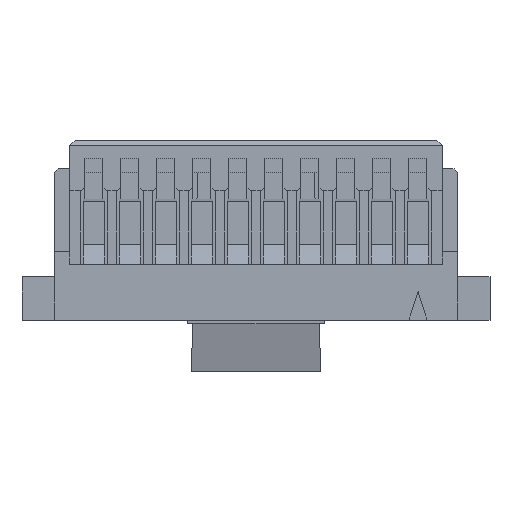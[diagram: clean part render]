
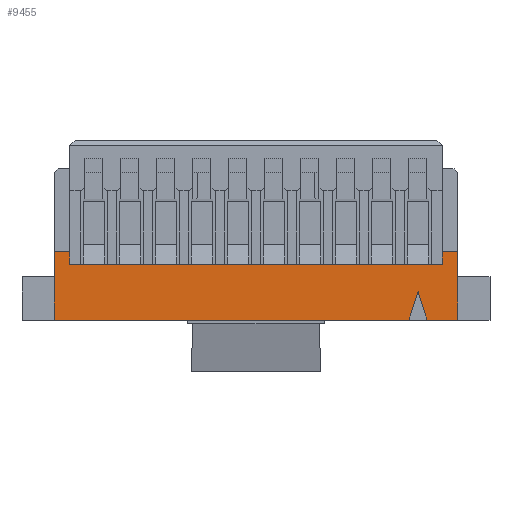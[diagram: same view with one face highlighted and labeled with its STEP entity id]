
A CAD part, top view. The second image highlights one B-rep face of the part: STEP entity #9455.
In plain terms, the highlighted planar face has unit normal (0, 0, 1).
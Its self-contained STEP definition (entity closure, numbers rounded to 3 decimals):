
#378=ORIENTED_EDGE('',*,*,#3041,.F.);
#379=ORIENTED_EDGE('',*,*,#3042,.F.);
#380=ORIENTED_EDGE('',*,*,#3043,.T.);
#381=ORIENTED_EDGE('',*,*,#3044,.F.);
#382=ORIENTED_EDGE('',*,*,#3045,.F.);
#383=ORIENTED_EDGE('',*,*,#3046,.T.);
#384=ORIENTED_EDGE('',*,*,#3047,.T.);
#385=ORIENTED_EDGE('',*,*,#3048,.F.);
#386=ORIENTED_EDGE('',*,*,#3049,.F.);
#387=ORIENTED_EDGE('',*,*,#3050,.T.);
#388=ORIENTED_EDGE('',*,*,#3051,.T.);
#3041=EDGE_CURVE('',#4396,#4397,#5353,.T.);
#3042=EDGE_CURVE('',#4398,#4396,#5354,.T.);
#3043=EDGE_CURVE('',#4398,#4399,#5355,.T.);
#3044=EDGE_CURVE('',#4400,#4399,#5356,.T.);
#3045=EDGE_CURVE('',#4401,#4400,#5357,.T.);
#3046=EDGE_CURVE('',#4401,#4402,#5358,.T.);
#3047=EDGE_CURVE('',#4402,#4403,#5359,.T.);
#3048=EDGE_CURVE('',#4404,#4403,#5360,.T.);
#3049=EDGE_CURVE('',#4405,#4404,#5361,.T.);
#3050=EDGE_CURVE('',#4405,#4406,#5362,.T.);
#3051=EDGE_CURVE('',#4406,#4397,#5363,.T.);
#4396=VERTEX_POINT('',#13098);
#4397=VERTEX_POINT('',#13099);
#4398=VERTEX_POINT('',#13101);
#4399=VERTEX_POINT('',#13103);
#4400=VERTEX_POINT('',#13105);
#4401=VERTEX_POINT('',#13107);
#4402=VERTEX_POINT('',#13109);
#4403=VERTEX_POINT('',#13111);
#4404=VERTEX_POINT('',#13113);
#4405=VERTEX_POINT('',#13115);
#4406=VERTEX_POINT('',#13117);
#5353=LINE('',#13097,#6725);
#5354=LINE('',#13100,#6726);
#5355=LINE('',#13102,#6727);
#5356=LINE('',#13104,#6728);
#5357=LINE('',#13106,#6729);
#5358=LINE('',#13108,#6730);
#5359=LINE('',#13110,#6731);
#5360=LINE('',#13112,#6732);
#5361=LINE('',#13114,#6733);
#5362=LINE('',#13116,#6734);
#5363=LINE('',#13118,#6735);
#6725=VECTOR('',#10682,1000.);
#6726=VECTOR('',#10683,1000.);
#6727=VECTOR('',#10684,1000.);
#6728=VECTOR('',#10685,1000.);
#6729=VECTOR('',#10686,1000.);
#6730=VECTOR('',#10687,1000.);
#6731=VECTOR('',#10688,1000.);
#6732=VECTOR('',#10689,1000.);
#6733=VECTOR('',#10690,1000.);
#6734=VECTOR('',#10691,1000.);
#6735=VECTOR('',#10692,1000.);
#8017=EDGE_LOOP('',(#378,#379,#380,#381,#382,#383,#384,#385,#386,#387,#388));
#8509=FACE_BOUND('',#8017,.T.);
#8994=PLANE('',#9967);
#9455=ADVANCED_FACE('',(#8509),#8994,.F.);
#9967=AXIS2_PLACEMENT_3D('',#13096,#10680,#10681);
#10680=DIRECTION('',(0.,0.,-1.));
#10681=DIRECTION('',(-1.,0.,0.));
#10682=DIRECTION('',(-0.298,-0.954,0.));
#10683=DIRECTION('',(-0.298,0.954,0.));
#10684=DIRECTION('',(1.,0.,0.));
#10685=DIRECTION('',(0.,-1.,0.));
#10686=DIRECTION('',(1.,0.,0.));
#10687=DIRECTION('',(0.,-1.,0.));
#10688=DIRECTION('',(-1.,0.,0.));
#10689=DIRECTION('',(0.,-1.,0.));
#10690=DIRECTION('',(1.,0.,0.));
#10691=DIRECTION('',(0.,-1.,0.));
#10692=DIRECTION('',(1.,0.,0.));
#13096=CARTESIAN_POINT('',(-6.5,5.,1.4));
#13097=CARTESIAN_POINT('',(4.717,1.495,1.4));
#13098=CARTESIAN_POINT('',(4.5,0.8,1.4));
#13099=CARTESIAN_POINT('',(4.25,0.,1.4));
#13100=CARTESIAN_POINT('',(2.326,7.758,1.4));
#13101=CARTESIAN_POINT('',(4.75,0.,1.4));
#13102=CARTESIAN_POINT('',(-6.5,0.,1.4));
#13103=CARTESIAN_POINT('',(5.6,0.,1.4));
#13104=CARTESIAN_POINT('',(5.6,5.,1.4));
#13105=CARTESIAN_POINT('',(5.6,1.9,1.4));
#13106=CARTESIAN_POINT('',(-6.5,1.9,1.4));
#13107=CARTESIAN_POINT('',(5.175,1.9,1.4));
#13108=CARTESIAN_POINT('',(5.175,5.,1.4));
#13109=CARTESIAN_POINT('',(5.175,1.55,1.4));
#13110=CARTESIAN_POINT('',(5.175,1.55,1.4));
#13111=CARTESIAN_POINT('',(-5.175,1.55,1.4));
#13112=CARTESIAN_POINT('',(-5.175,5.,1.4));
#13113=CARTESIAN_POINT('',(-5.175,1.9,1.4));
#13114=CARTESIAN_POINT('',(-6.5,1.9,1.4));
#13115=CARTESIAN_POINT('',(-5.6,1.9,1.4));
#13116=CARTESIAN_POINT('',(-5.6,5.,1.4));
#13117=CARTESIAN_POINT('',(-5.6,0.,1.4));
#13118=CARTESIAN_POINT('',(-6.5,0.,1.4));
